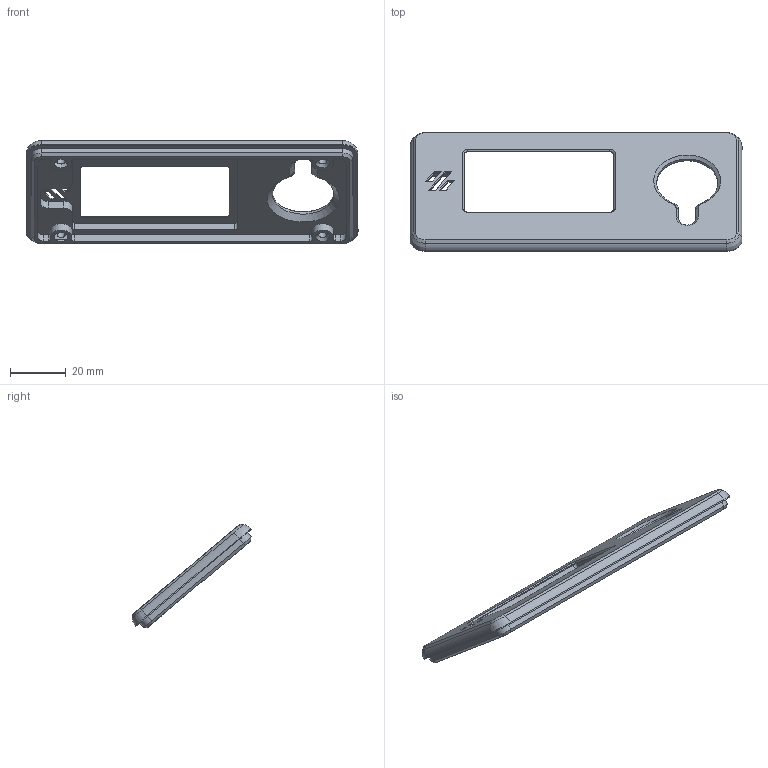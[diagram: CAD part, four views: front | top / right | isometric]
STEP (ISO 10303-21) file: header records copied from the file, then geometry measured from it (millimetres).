
FILE_DESCRIPTION(/* description */ (''),/* implementation_level */ '2;1');
FILE_NAME(/* name */ 'fly12864top.step',/* time_stamp */ '2023-02-21T09:41:25+04:00',/* author */ (''),/* organization */ (''),/* preprocessor_version */ 'ST-DEVELOPER v19.2',/* originating_system */ 'Autodesk Translation Framework v11.17.0.187',/* authorisation */ '');
FILE_SCHEMA (('AUTOMOTIVE_DESIGN { 1 0 10303 214 3 1 1 }'));
Length unit declared in the file: millimetre
Products named in the file (2): fly12864top; Component11
Assembly tree (1 placements, depth 2):
  fly12864top
    Component11
Bounding box: 119 x 42.67 x 37.05 mm (x, y, z)
Volume: 16012.7 mm3; surface area: 12803.8 mm2
Topology: 1 solids, 1 shells, 155 faces, 378 edges, 232 vertices
Faces by surface type: plane 79, cylinder 48, cone 24, bspline 4
Full cylindrical faces by diameter (mm): 2.9 x4
Entity records: 4592 total; most frequent: DIRECTION 810, CARTESIAN_POINT 800, ORIENTED_EDGE 756, EDGE_CURVE 378, AXIS2_PLACEMENT_3D 278, LINE 254, VECTOR 254, VERTEX_POINT 232
